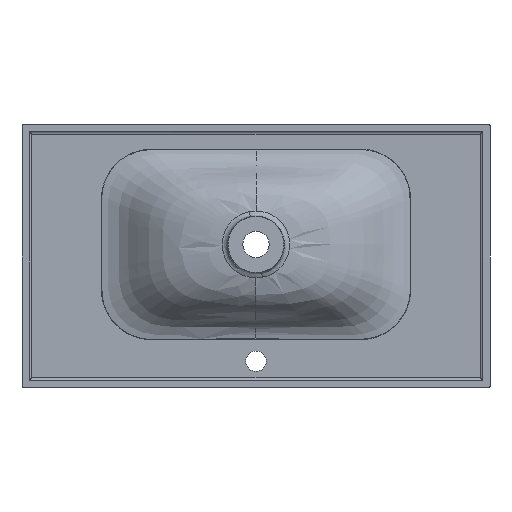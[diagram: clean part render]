
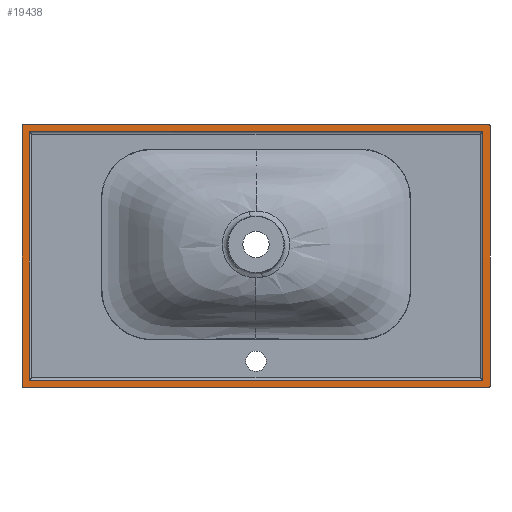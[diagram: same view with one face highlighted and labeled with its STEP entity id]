
A CAD part, front view. The second image highlights one B-rep face of the part: STEP entity #19438.
In plain terms, the highlighted planar face has unit normal (0, -1, 0).
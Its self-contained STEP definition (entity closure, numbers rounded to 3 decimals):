
#156 = CARTESIAN_POINT ( 'NONE',  ( -387.641, -14., 224.755 ) ) ;
#434 = EDGE_CURVE ( 'NONE', #2715, #15407, #23456, .T. ) ;
#982 = CARTESIAN_POINT ( 'NONE',  ( -399.999, -14., -222.755 ) ) ;
#1048 = ORIENTED_EDGE ( 'NONE', *, *, #16371, .F. ) ;
#1203 = CARTESIAN_POINT ( 'NONE',  ( 399.17, -14., -224.755 ) ) ;
#1399 = CARTESIAN_POINT ( 'NONE',  ( -399.999, -14., 224.755 ) ) ;
#1600 = VERTEX_POINT ( 'NONE', #9980 ) ;
#1745 = EDGE_CURVE ( 'NONE', #20520, #5657, #11528, .T. ) ;
#1799 =( BOUNDED_CURVE ( )  B_SPLINE_CURVE ( 3, ( #12377, #21504, #10589, #19966 ),
 .UNSPECIFIED., .F., .T. ) 
 B_SPLINE_CURVE_WITH_KNOTS ( ( 4, 4 ),
 ( 2.357, 3.926 ),
 .UNSPECIFIED. ) 
 CURVE ( )  GEOMETRIC_REPRESENTATION_ITEM ( )  RATIONAL_B_SPLINE_CURVE ( ( 1., 0.805, 0.805, 1. ) ) 
 REPRESENTATION_ITEM ( '' )  );
#1896 = DIRECTION ( 'NONE',  ( 1., 0., 0. ) ) ;
#2013 = CARTESIAN_POINT ( 'NONE',  ( 387.641, -14., -212.338 ) ) ;
#2570 = ORIENTED_EDGE ( 'NONE', *, *, #3976, .F. ) ;
#2683 = VERTEX_POINT ( 'NONE', #2013 ) ;
#2715 = VERTEX_POINT ( 'NONE', #21709 ) ;
#3336 = EDGE_CURVE ( 'NONE', #19094, #8504, #11270, .T. ) ;
#3570 = CARTESIAN_POINT ( 'NONE',  ( 399.51, -14., 225.244 ) ) ;
#3682 = CARTESIAN_POINT ( 'NONE',  ( 399.999, -14., -222.755 ) ) ;
#3683 = CARTESIAN_POINT ( 'NONE',  ( 399.51, -14., -224.755 ) ) ;
#3826 = LINE ( 'NONE', #16625, #7466 ) ;
#3849 = FACE_BOUND ( 'NONE', #17772, .T. ) ;
#3876 = VERTEX_POINT ( 'NONE', #15415 ) ;
#3976 = EDGE_CURVE ( 'NONE', #10380, #2683, #22299, .T. ) ;
#4460 = ORIENTED_EDGE ( 'NONE', *, *, #7514, .T. ) ;
#5224 = VECTOR ( 'NONE', #21219, 1000. ) ;
#5235 = LINE ( 'NONE', #3570, #15201 ) ;
#5485 = VECTOR ( 'NONE', #16851, 1000. ) ;
#5657 = VERTEX_POINT ( 'NONE', #14100 ) ;
#5661 =( BOUNDED_CURVE ( )  B_SPLINE_CURVE ( 3, ( #7745, #1203, #5982, #15235 ),
 .UNSPECIFIED., .F., .T. ) 
 B_SPLINE_CURVE_WITH_KNOTS ( ( 4, 4 ),
 ( 1.571, 3.142 ),
 .UNSPECIFIED. ) 
 CURVE ( )  GEOMETRIC_REPRESENTATION_ITEM ( )  RATIONAL_B_SPLINE_CURVE ( ( 1., 0.805, 0.805, 1. ) ) 
 REPRESENTATION_ITEM ( '' )  );
#5743 = DIRECTION ( 'NONE',  ( 0., 0., 1. ) ) ;
#5982 = CARTESIAN_POINT ( 'NONE',  ( 399.999, -14., -223.927 ) ) ;
#6153 = ORIENTED_EDGE ( 'NONE', *, *, #6519, .T. ) ;
#6519 = EDGE_CURVE ( 'NONE', #8504, #20520, #5661, .T. ) ;
#6656 = CARTESIAN_POINT ( 'NONE',  ( -397.998, -14., -224.755 ) ) ;
#6737 = VERTEX_POINT ( 'NONE', #18457 ) ;
#6938 = DIRECTION ( 'NONE',  ( 0., 0., -1. ) ) ;
#7054 = ORIENTED_EDGE ( 'NONE', *, *, #21838, .T. ) ;
#7113 = VECTOR ( 'NONE', #20528, 1000. ) ;
#7167 = LINE ( 'NONE', #156, #22153 ) ;
#7377 = EDGE_CURVE ( 'NONE', #1600, #3876, #5235, .T. ) ;
#7466 = VECTOR ( 'NONE', #7601, 1000. ) ;
#7467 = VECTOR ( 'NONE', #1896, 1000. ) ;
#7514 = EDGE_CURVE ( 'NONE', #15407, #19094, #21961, .T. ) ;
#7601 = DIRECTION ( 'NONE',  ( -1., 0., 0. ) ) ;
#7683 = ORIENTED_EDGE ( 'NONE', *, *, #11751, .T. ) ;
#7745 = CARTESIAN_POINT ( 'NONE',  ( 397.998, -14., -224.755 ) ) ;
#8504 = VERTEX_POINT ( 'NONE', #11212 ) ;
#8659 = DIRECTION ( 'NONE',  ( -1., 0., 0. ) ) ;
#8891 = CARTESIAN_POINT ( 'NONE',  ( -399.999, -14., -223.927 ) ) ;
#9438 = EDGE_LOOP ( 'NONE', ( #6153, #14554, #7683, #11737, #7054, #10495, #4460, #18596 ) ) ;
#9645 = FACE_OUTER_BOUND ( 'NONE', #9438, .T. ) ;
#9747 = VECTOR ( 'NONE', #13788, 1000. ) ;
#9980 = CARTESIAN_POINT ( 'NONE',  ( 398., -14., 225.244 ) ) ;
#10380 = VERTEX_POINT ( 'NONE', #16308 ) ;
#10495 = ORIENTED_EDGE ( 'NONE', *, *, #434, .T. ) ;
#10589 = CARTESIAN_POINT ( 'NONE',  ( -399.999, -14., 224.416 ) ) ;
#10611 = ORIENTED_EDGE ( 'NONE', *, *, #18415, .F. ) ;
#11095 = CARTESIAN_POINT ( 'NONE',  ( 399.171, -14., 225.244 ) ) ;
#11212 = CARTESIAN_POINT ( 'NONE',  ( 397.998, -14., -224.755 ) ) ;
#11270 = LINE ( 'NONE', #3683, #7467 ) ;
#11448 = CARTESIAN_POINT ( 'NONE',  ( 399.999, -14., 223.245 ) ) ;
#11528 = LINE ( 'NONE', #13669, #9747 ) ;
#11553 = CARTESIAN_POINT ( 'NONE',  ( 387.641, -14., 212.886 ) ) ;
#11737 = ORIENTED_EDGE ( 'NONE', *, *, #7377, .T. ) ;
#11751 = EDGE_CURVE ( 'NONE', #5657, #1600, #17250, .T. ) ;
#12377 = CARTESIAN_POINT ( 'NONE',  ( -398., -14., 225.244 ) ) ;
#13219 = PLANE ( 'NONE',  #22189 ) ;
#13669 = CARTESIAN_POINT ( 'NONE',  ( 399.999, -14., 224.755 ) ) ;
#13788 = DIRECTION ( 'NONE',  ( 0., 0., 1. ) ) ;
#14015 = CARTESIAN_POINT ( 'NONE',  ( -399.999, -14., -222.755 ) ) ;
#14100 = CARTESIAN_POINT ( 'NONE',  ( 399.999, -14., 223.245 ) ) ;
#14554 = ORIENTED_EDGE ( 'NONE', *, *, #1745, .T. ) ;
#14607 = CARTESIAN_POINT ( 'NONE',  ( 387.641, -14., 224.755 ) ) ;
#14996 = DIRECTION ( 'NONE',  ( 0., 1., 0. ) ) ;
#15201 = VECTOR ( 'NONE', #8659, 1000. ) ;
#15235 = CARTESIAN_POINT ( 'NONE',  ( 399.999, -14., -222.755 ) ) ;
#15407 = VERTEX_POINT ( 'NONE', #982 ) ;
#15415 = CARTESIAN_POINT ( 'NONE',  ( -398., -14., 225.244 ) ) ;
#16308 = CARTESIAN_POINT ( 'NONE',  ( -387.641, -14., -212.338 ) ) ;
#16371 = EDGE_CURVE ( 'NONE', #2683, #19556, #18534, .T. ) ;
#16625 = CARTESIAN_POINT ( 'NONE',  ( 399.51, -14., 212.886 ) ) ;
#16782 = CARTESIAN_POINT ( 'NONE',  ( 398., -14., 225.244 ) ) ;
#16851 = DIRECTION ( 'NONE',  ( 0., 0., 1. ) ) ;
#16944 = ORIENTED_EDGE ( 'NONE', *, *, #22279, .F. ) ;
#17250 =( BOUNDED_CURVE ( )  B_SPLINE_CURVE ( 3, ( #11448, #18219, #11095, #16782 ),
 .UNSPECIFIED., .F., .F. ) 
 B_SPLINE_CURVE_WITH_KNOTS ( ( 4, 4 ),
 ( 2.357, 3.926 ),
 .UNSPECIFIED. ) 
 CURVE ( )  GEOMETRIC_REPRESENTATION_ITEM ( )  RATIONAL_B_SPLINE_CURVE ( ( 1., 0.805, 0.805, 1. ) ) 
 REPRESENTATION_ITEM ( '' )  );
#17772 = EDGE_LOOP ( 'NONE', ( #10611, #16944, #1048, #2570 ) ) ;
#18219 = CARTESIAN_POINT ( 'NONE',  ( 399.999, -14., 224.416 ) ) ;
#18415 = EDGE_CURVE ( 'NONE', #6737, #10380, #7167, .T. ) ;
#18457 = CARTESIAN_POINT ( 'NONE',  ( -387.641, -14., 212.886 ) ) ;
#18534 = LINE ( 'NONE', #14607, #5485 ) ;
#18596 = ORIENTED_EDGE ( 'NONE', *, *, #3336, .T. ) ;
#18797 = CARTESIAN_POINT ( 'NONE',  ( 0., -14., 0. ) ) ;
#19094 = VERTEX_POINT ( 'NONE', #19990 ) ;
#19438 = ADVANCED_FACE ( 'NONE', ( #9645, #3849 ), #13219, .F. ) ;
#19556 = VERTEX_POINT ( 'NONE', #11553 ) ;
#19966 = CARTESIAN_POINT ( 'NONE',  ( -399.999, -14., 223.245 ) ) ;
#19990 = CARTESIAN_POINT ( 'NONE',  ( -397.998, -14., -224.755 ) ) ;
#20520 = VERTEX_POINT ( 'NONE', #3682 ) ;
#20528 = DIRECTION ( 'NONE',  ( 1., 0., 0. ) ) ;
#21219 = DIRECTION ( 'NONE',  ( 0., 0., -1. ) ) ;
#21252 = CARTESIAN_POINT ( 'NONE',  ( -399.17, -14., -224.755 ) ) ;
#21504 = CARTESIAN_POINT ( 'NONE',  ( -399.171, -14., 225.244 ) ) ;
#21709 = CARTESIAN_POINT ( 'NONE',  ( -399.999, -14., 223.245 ) ) ;
#21838 = EDGE_CURVE ( 'NONE', #3876, #2715, #1799, .T. ) ;
#21961 =( BOUNDED_CURVE ( )  B_SPLINE_CURVE ( 3, ( #14015, #8891, #21252, #6656 ),
 .UNSPECIFIED., .F., .T. ) 
 B_SPLINE_CURVE_WITH_KNOTS ( ( 4, 4 ),
 ( 3.142, 4.712 ),
 .UNSPECIFIED. ) 
 CURVE ( )  GEOMETRIC_REPRESENTATION_ITEM ( )  RATIONAL_B_SPLINE_CURVE ( ( 1., 0.805, 0.805, 1. ) ) 
 REPRESENTATION_ITEM ( '' )  );
#22153 = VECTOR ( 'NONE', #6938, 1000. ) ;
#22182 = CARTESIAN_POINT ( 'NONE',  ( 399.51, -14., -212.338 ) ) ;
#22189 = AXIS2_PLACEMENT_3D ( 'NONE', #18797, #14996, #5743 ) ;
#22279 = EDGE_CURVE ( 'NONE', #19556, #6737, #3826, .T. ) ;
#22299 = LINE ( 'NONE', #22182, #7113 ) ;
#23456 = LINE ( 'NONE', #1399, #5224 ) ;
